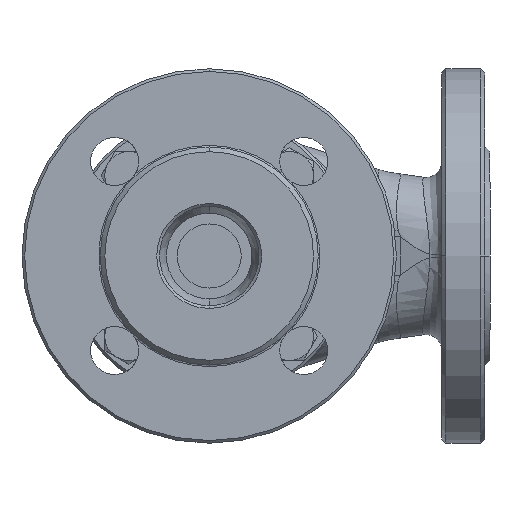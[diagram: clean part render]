
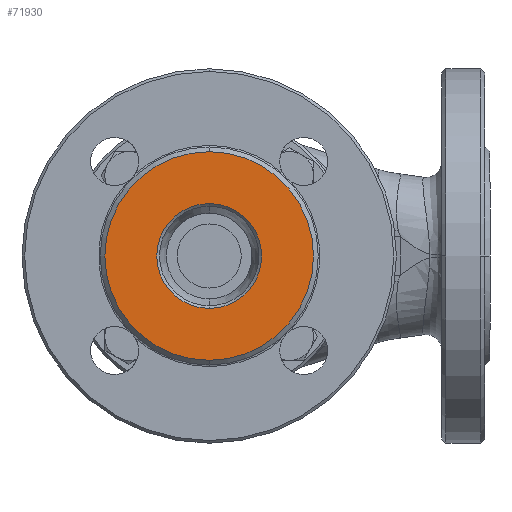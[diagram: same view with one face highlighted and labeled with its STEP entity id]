
A CAD part, front view. The second image highlights one B-rep face of the part: STEP entity #71930.
In plain terms, the highlighted planar face has unit normal (0, -1, 0).
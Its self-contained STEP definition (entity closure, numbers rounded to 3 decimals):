
#21716 = CIRCLE ( 'NONE', #21766, 19.6 ) ;
#21718 = CARTESIAN_POINT ( 'NONE',  ( 0., -77.2, -19.6 ) ) ;
#21762 = CARTESIAN_POINT ( 'NONE',  ( 0., -77.2, 19.6 ) ) ;
#21763 = DIRECTION ( 'NONE',  ( 0., 0., -1. ) ) ;
#21764 = DIRECTION ( 'NONE',  ( 0., 1., 0. ) ) ;
#21765 = CARTESIAN_POINT ( 'NONE',  ( 0., -77.2, 0. ) ) ;
#21766 = AXIS2_PLACEMENT_3D ( 'NONE', #21765, #21764, #21763 ) ;
#29793 = AXIS2_PLACEMENT_3D ( 'NONE', #29816, #29989, #29986 ) ;
#29794 = CIRCLE ( 'NONE', #29793, 39. ) ;
#29816 = CARTESIAN_POINT ( 'NONE',  ( 0., -77.2, 0. ) ) ;
#29981 = CARTESIAN_POINT ( 'NONE',  ( 0., -77.2, 39. ) ) ;
#29984 = CARTESIAN_POINT ( 'NONE',  ( 0., -77.2, -39. ) ) ;
#29986 = DIRECTION ( 'NONE',  ( 0., 0., -1. ) ) ;
#29989 = DIRECTION ( 'NONE',  ( 0., 1., 0. ) ) ;
#38625 = CARTESIAN_POINT ( 'NONE',  ( 0., -77.2, 0. ) ) ;
#38754 = DIRECTION ( 'NONE',  ( 0., 0., -1. ) ) ;
#38757 = DIRECTION ( 'NONE',  ( 0., 1., 0. ) ) ;
#38758 = AXIS2_PLACEMENT_3D ( 'NONE', #38625, #38757, #38754 ) ;
#38760 = CIRCLE ( 'NONE', #38758, 39. ) ;
#51303 = DIRECTION ( 'NONE',  ( 0., 0., -1. ) ) ;
#51304 = DIRECTION ( 'NONE',  ( 0., 1., 0. ) ) ;
#51305 = CARTESIAN_POINT ( 'NONE',  ( 0., -77.2, 0. ) ) ;
#51306 = AXIS2_PLACEMENT_3D ( 'NONE', #51305, #51304, #51303 ) ;
#51308 = CIRCLE ( 'NONE', #51306, 19.6 ) ;
#51345 = FACE_OUTER_BOUND ( 'NONE', #71693, .T. ) ;
#51346 = FACE_BOUND ( 'NONE', #71626, .T. ) ;
#51359 = DIRECTION ( 'NONE',  ( 0., 0., -1. ) ) ;
#51360 = DIRECTION ( 'NONE',  ( 0., 1., 0. ) ) ;
#51361 = CARTESIAN_POINT ( 'NONE',  ( 0., -77.2, 0. ) ) ;
#51362 = AXIS2_PLACEMENT_3D ( 'NONE', #51361, #51360, #51359 ) ;
#51364 = PLANE ( 'NONE',  #51362 ) ;
#63245 = VERTEX_POINT ( 'NONE', #21718 ) ;
#63257 = EDGE_CURVE ( 'NONE', #63259, #63245, #21716, .T. ) ;
#63259 = VERTEX_POINT ( 'NONE', #21762 ) ;
#66032 = EDGE_CURVE ( 'NONE', #66038, #66044, #29794, .T. ) ;
#66038 = VERTEX_POINT ( 'NONE', #29984 ) ;
#66044 = VERTEX_POINT ( 'NONE', #29981 ) ;
#69674 = ORIENTED_EDGE ( 'NONE', *, *, #69675, .F. ) ;
#69675 = EDGE_CURVE ( 'NONE', #66044, #66038, #38760, .T. ) ;
#71626 = EDGE_LOOP ( 'NONE', ( #71667, #71838 ) ) ;
#71667 = ORIENTED_EDGE ( 'NONE', *, *, #63257, .T. ) ;
#71693 = EDGE_LOOP ( 'NONE', ( #71705, #69674 ) ) ;
#71705 = ORIENTED_EDGE ( 'NONE', *, *, #66032, .F. ) ;
#71838 = ORIENTED_EDGE ( 'NONE', *, *, #71925, .T. ) ;
#71925 = EDGE_CURVE ( 'NONE', #63245, #63259, #51308, .T. ) ;
#71930 = ADVANCED_FACE ( 'NONE', ( #51346, #51345 ), #51364, .F. ) ;
